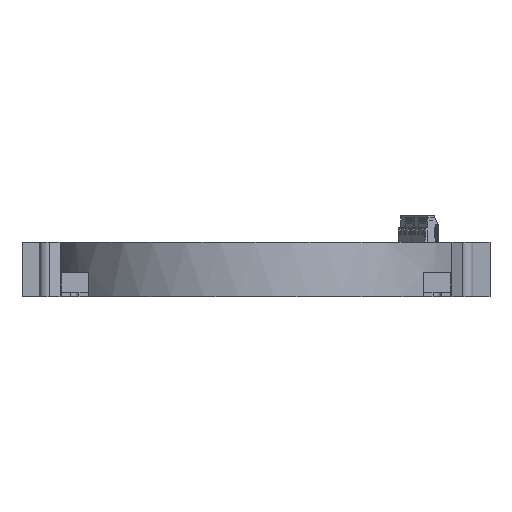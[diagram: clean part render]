
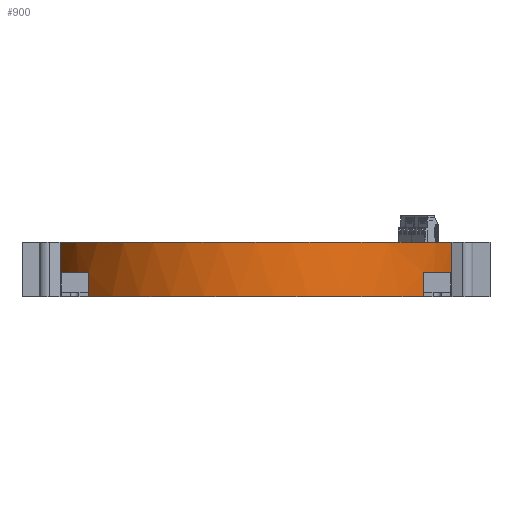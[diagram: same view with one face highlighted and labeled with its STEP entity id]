
A CAD part, left-side view. The second image highlights one B-rep face of the part: STEP entity #900.
In plain terms, the highlighted cylindrical face has radius 140 mm (diameter 280 mm), a partial arc.
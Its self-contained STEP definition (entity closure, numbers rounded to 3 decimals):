
#194=CYLINDRICAL_SURFACE('',#13551,140.);
#900=ADVANCED_FACE('',(#1489),#194,.T.);
#1489=FACE_OUTER_BOUND('',#1790,.T.);
#1790=EDGE_LOOP('',(#5958,#5959,#5960,#5961,#5962,#5963,#5964,#5965,#5966,
#5967,#5968,#5969));
#2223=LINE('',#17625,#4072);
#2224=LINE('',#17629,#4073);
#2225=LINE('',#17630,#4074);
#2226=LINE('',#17634,#4075);
#2227=LINE('',#17635,#4076);
#2228=LINE('',#17639,#4077);
#4072=VECTOR('',#14355,1.);
#4073=VECTOR('',#14358,1.);
#4074=VECTOR('',#14359,1.);
#4075=VECTOR('',#14362,1.);
#4076=VECTOR('',#14363,1.);
#4077=VECTOR('',#14366,1.);
#5958=ORIENTED_EDGE('',*,*,#10771,.F.);
#5959=ORIENTED_EDGE('',*,*,#10772,.F.);
#5960=ORIENTED_EDGE('',*,*,#10773,.F.);
#5961=ORIENTED_EDGE('',*,*,#10774,.T.);
#5962=ORIENTED_EDGE('',*,*,#10750,.T.);
#5963=ORIENTED_EDGE('',*,*,#10775,.F.);
#5964=ORIENTED_EDGE('',*,*,#10776,.T.);
#5965=ORIENTED_EDGE('',*,*,#10777,.T.);
#5966=ORIENTED_EDGE('',*,*,#10754,.T.);
#5967=ORIENTED_EDGE('',*,*,#10778,.F.);
#5968=ORIENTED_EDGE('',*,*,#10779,.T.);
#5969=ORIENTED_EDGE('',*,*,#10780,.T.);
#8747=VERTEX_POINT('',#17569);
#8750=VERTEX_POINT('',#17574);
#8751=VERTEX_POINT('',#17578);
#8754=VERTEX_POINT('',#17583);
#8771=VERTEX_POINT('',#17623);
#8772=VERTEX_POINT('',#17624);
#8773=VERTEX_POINT('',#17626);
#8774=VERTEX_POINT('',#17628);
#8775=VERTEX_POINT('',#17631);
#8776=VERTEX_POINT('',#17633);
#8777=VERTEX_POINT('',#17636);
#8778=VERTEX_POINT('',#17638);
#10750=EDGE_CURVE('',#8747,#8750,#12971,.T.);
#10754=EDGE_CURVE('',#8751,#8754,#12972,.T.);
#10771=EDGE_CURVE('',#8771,#8772,#12980,.T.);
#10772=EDGE_CURVE('',#8773,#8771,#2223,.T.);
#10773=EDGE_CURVE('',#8774,#8773,#12981,.T.);
#10774=EDGE_CURVE('',#8774,#8747,#2224,.T.);
#10775=EDGE_CURVE('',#8775,#8750,#2225,.T.);
#10776=EDGE_CURVE('',#8775,#8776,#12982,.T.);
#10777=EDGE_CURVE('',#8776,#8751,#2226,.T.);
#10778=EDGE_CURVE('',#8777,#8754,#2227,.T.);
#10779=EDGE_CURVE('',#8777,#8778,#12983,.T.);
#10780=EDGE_CURVE('',#8778,#8772,#2228,.T.);
#12971=CIRCLE('',#13532,140.);
#12972=CIRCLE('',#13534,140.);
#12980=CIRCLE('',#13547,140.);
#12981=CIRCLE('',#13548,140.);
#12982=CIRCLE('',#13549,140.);
#12983=CIRCLE('',#13550,140.);
#13532=AXIS2_PLACEMENT_3D('',#17575,#14311,#14312);
#13534=AXIS2_PLACEMENT_3D('',#17584,#14318,#14319);
#13547=AXIS2_PLACEMENT_3D('',#17622,#14353,#14354);
#13548=AXIS2_PLACEMENT_3D('',#17627,#14356,#14357);
#13549=AXIS2_PLACEMENT_3D('',#17632,#14360,#14361);
#13550=AXIS2_PLACEMENT_3D('',#17637,#14364,#14365);
#13551=AXIS2_PLACEMENT_3D('',#17640,#14367,#14368);
#14311=DIRECTION('',(0.,0.,1.));
#14312=DIRECTION('',(-0.389,0.921,0.));
#14318=DIRECTION('',(0.,0.,1.));
#14319=DIRECTION('',(-0.609,-0.793,0.));
#14353=DIRECTION('',(0.,0.,1.));
#14354=DIRECTION('',(-0.375,0.927,0.));
#14355=DIRECTION('',(0.,0.,1.));
#14356=DIRECTION('',(0.,0.,-1.));
#14357=DIRECTION('',(-0.375,0.927,0.));
#14358=DIRECTION('',(0.,0.,1.));
#14359=DIRECTION('',(0.,0.,1.));
#14360=DIRECTION('',(0.,0.,1.));
#14361=DIRECTION('',(-0.609,-0.793,0.));
#14362=DIRECTION('',(0.,0.,1.));
#14363=DIRECTION('',(0.,0.,1.));
#14364=DIRECTION('',(0.,0.,1.));
#14365=DIRECTION('',(-0.389,-0.921,0.));
#14366=DIRECTION('',(0.,0.,1.));
#14367=DIRECTION('',(0.,0.,1.));
#14368=DIRECTION('',(-1.,0.,0.));
#17569=CARTESIAN_POINT('',(-54.397,129.,16.));
#17574=CARTESIAN_POINT('',(-85.317,111.,16.));
#17575=CARTESIAN_POINT('',(0.,0.,16.));
#17578=CARTESIAN_POINT('',(-85.317,-111.,16.));
#17583=CARTESIAN_POINT('',(-54.397,-129.,16.));
#17584=CARTESIAN_POINT('',(0.,0.,16.));
#17622=CARTESIAN_POINT('',(0.,0.,36.));
#17623=CARTESIAN_POINT('',(-52.432,129.811,36.));
#17624=CARTESIAN_POINT('',(-52.432,-129.811,36.));
#17625=CARTESIAN_POINT('',(-52.432,129.811,0.));
#17626=CARTESIAN_POINT('',(-52.432,129.811,0.));
#17627=CARTESIAN_POINT('',(0.,0.,0.));
#17628=CARTESIAN_POINT('',(-54.397,129.,0.));
#17629=CARTESIAN_POINT('',(-54.397,129.,0.));
#17630=CARTESIAN_POINT('',(-85.317,111.,0.));
#17631=CARTESIAN_POINT('',(-85.317,111.,0.));
#17632=CARTESIAN_POINT('',(0.,0.,0.));
#17633=CARTESIAN_POINT('',(-85.317,-111.,0.));
#17634=CARTESIAN_POINT('',(-85.317,-111.,0.));
#17635=CARTESIAN_POINT('',(-54.397,-129.,0.));
#17636=CARTESIAN_POINT('',(-54.397,-129.,0.));
#17637=CARTESIAN_POINT('',(0.,0.,0.));
#17638=CARTESIAN_POINT('',(-52.432,-129.811,0.));
#17639=CARTESIAN_POINT('',(-52.432,-129.811,0.));
#17640=CARTESIAN_POINT('',(0.,0.,0.));
